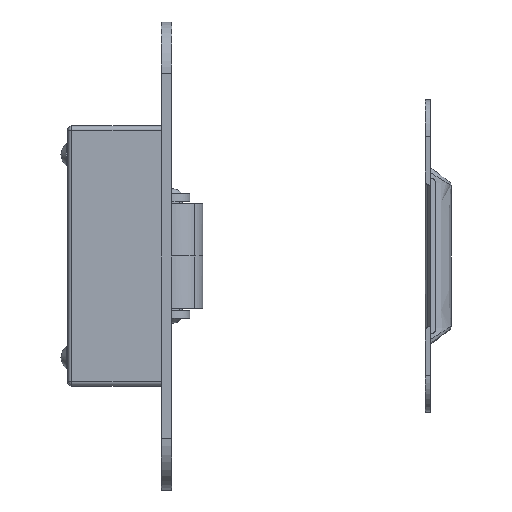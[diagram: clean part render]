
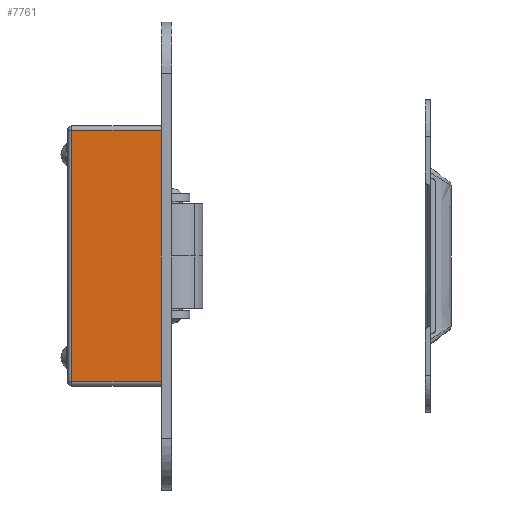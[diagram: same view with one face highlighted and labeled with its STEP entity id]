
A CAD part, front view. The second image highlights one B-rep face of the part: STEP entity #7761.
In plain terms, the highlighted free-form (B-spline) face has degree [1, 1] with [2, 2] control points.
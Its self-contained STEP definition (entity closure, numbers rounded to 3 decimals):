
#7531=CARTESIAN_POINT('',(-19.2,-7.,24.2));
#7532=VERTEX_POINT('',#7531);
#7586=CARTESIAN_POINT('',(-2.0,-7.,24.2));
#7587=VERTEX_POINT('',#7586);
#7588=CARTESIAN_POINT('',(-2.0,-7.,24.2));
#7589=CARTESIAN_POINT('',(-19.2,-7.,24.2));
#7590=QUASI_UNIFORM_CURVE('',1,(#7588,#7589),.UNSPECIFIED.,.F.,.U.);
#7591=EDGE_CURVE('',#7587,#7532,#7590,.T.);
#7635=CARTESIAN_POINT('',(-19.2,-7.,-24.2));
#7636=VERTEX_POINT('',#7635);
#7647=CARTESIAN_POINT('',(-19.2,-7.,24.2));
#7648=CARTESIAN_POINT('',(-19.2,-7.,-24.2));
#7649=QUASI_UNIFORM_CURVE('',1,(#7647,#7648),.UNSPECIFIED.,.F.,.U.);
#7650=EDGE_CURVE('',#7532,#7636,#7649,.T.);
#7740=CARTESIAN_POINT('',(-20.059,-7.,26.618));
#7741=CARTESIAN_POINT('',(-1.141,-7.,26.618));
#7742=CARTESIAN_POINT('',(-20.059,-7.,-26.618));
#7743=CARTESIAN_POINT('',(-1.141,-7.,-26.618));
#7744=B_SPLINE_SURFACE_WITH_KNOTS('',1,1,((#7740,#7742),(#7741,#7743)),.UNSPECIFIED.,.F.,.F.,.U.,(2,2),(2,2),(0.0,18.918),(0.0,53.235),.UNSPECIFIED.);
#7745=ORIENTED_EDGE('',*,*,#7650,.T.);
#7746=CARTESIAN_POINT('',(-2.0,-7.,-24.2));
#7747=VERTEX_POINT('',#7746);
#7748=CARTESIAN_POINT('',(-19.2,-7.,-24.2));
#7749=CARTESIAN_POINT('',(-2.0,-7.,-24.2));
#7750=QUASI_UNIFORM_CURVE('',1,(#7748,#7749),.UNSPECIFIED.,.F.,.U.);
#7751=EDGE_CURVE('',#7636,#7747,#7750,.T.);
#7752=ORIENTED_EDGE('',*,*,#7751,.T.);
#7753=CARTESIAN_POINT('',(-2.0,-7.,-24.2));
#7754=CARTESIAN_POINT('',(-2.0,-7.,24.2));
#7755=QUASI_UNIFORM_CURVE('',1,(#7753,#7754),.UNSPECIFIED.,.F.,.U.);
#7756=EDGE_CURVE('',#7747,#7587,#7755,.T.);
#7757=ORIENTED_EDGE('',*,*,#7756,.T.);
#7758=ORIENTED_EDGE('',*,*,#7591,.T.);
#7759=EDGE_LOOP('',(#7745,#7752,#7757,#7758));
#7760=FACE_OUTER_BOUND('',#7759,.T.);
#7761=ADVANCED_FACE('',(#7760),#7744,.F.);
